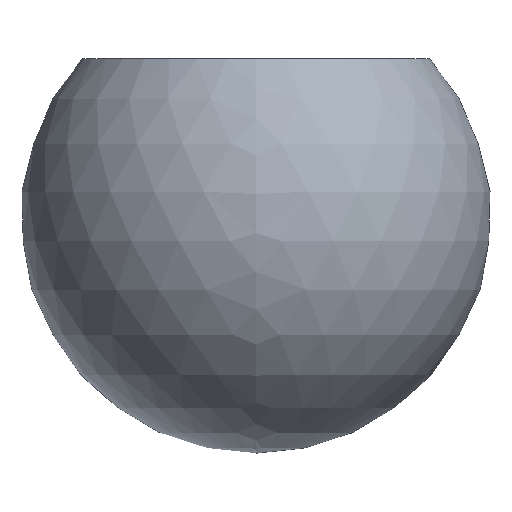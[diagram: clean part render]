
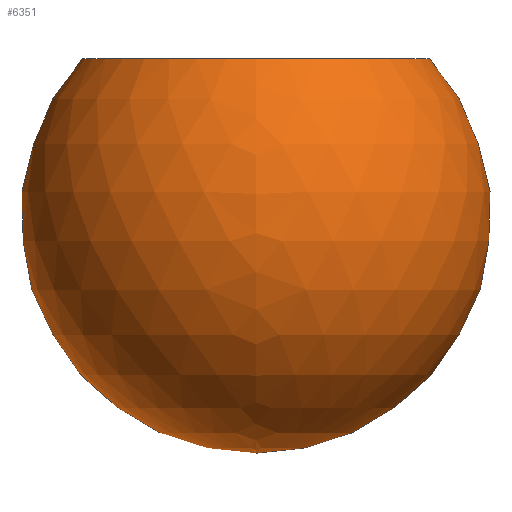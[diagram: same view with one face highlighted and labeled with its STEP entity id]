
A CAD part, left-side view. The second image highlights one B-rep face of the part: STEP entity #6351.
In plain terms, the highlighted spherical face has radius 20 mm.
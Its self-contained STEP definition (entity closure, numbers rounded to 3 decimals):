
#194 = DIRECTION ( 'NONE',  ( -1., 0., 0. ) ) ;
#970 = DIRECTION ( 'NONE',  ( -1., 0., 0. ) ) ;
#1252 = DIRECTION ( 'NONE',  ( 0., 0., -1. ) ) ;
#2318 = EDGE_CURVE ( 'NONE', #12688, #12688, #7010, .T. ) ;
#3474 = AXIS2_PLACEMENT_3D ( 'NONE', #10067, #4092, #970 ) ;
#4092 = DIRECTION ( 'NONE',  ( 0., 0., 1. ) ) ;
#4554 = FACE_BOUND ( 'NONE', #11135, .T. ) ;
#5992 = SPHERICAL_SURFACE ( 'NONE', #3474, 20. ) ;
#6253 = CARTESIAN_POINT ( 'NONE',  ( 0., 0., 13.5 ) ) ;
#6351 = ADVANCED_FACE ( 'NONE', ( #4554 ), #5992, .T. ) ;
#7010 = CIRCLE ( 'NONE', #11440, 14.756 ) ;
#8945 = CARTESIAN_POINT ( 'NONE',  ( -14.756, 0., 13.5 ) ) ;
#10067 = CARTESIAN_POINT ( 'NONE',  ( 0., 0., 0. ) ) ;
#11135 = EDGE_LOOP ( 'NONE', ( #12855 ) ) ;
#11440 = AXIS2_PLACEMENT_3D ( 'NONE', #6253, #1252, #194 ) ;
#12688 = VERTEX_POINT ( 'NONE', #8945 ) ;
#12855 = ORIENTED_EDGE ( 'NONE', *, *, #2318, .T. ) ;
